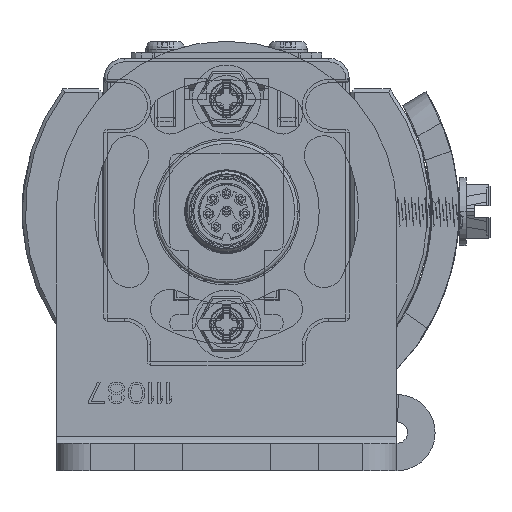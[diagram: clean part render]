
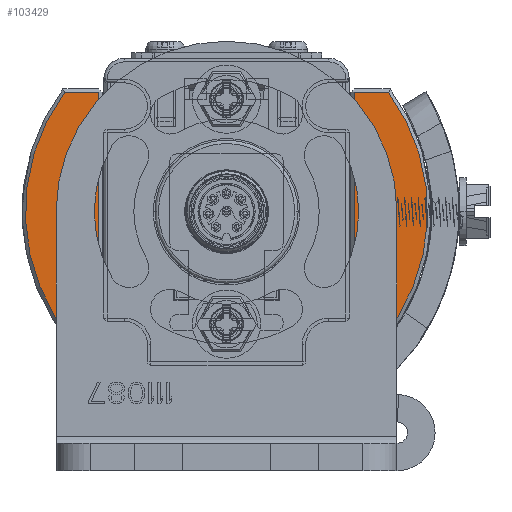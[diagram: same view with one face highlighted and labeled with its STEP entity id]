
A CAD part, front view. The second image highlights one B-rep face of the part: STEP entity #103429.
In plain terms, the highlighted face is planar.
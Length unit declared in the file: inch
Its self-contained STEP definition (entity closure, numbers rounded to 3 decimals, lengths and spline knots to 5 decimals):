
#102414=DIRECTION('',(1.,0.,0.));
#102415=VECTOR('',#102414,37.);
#102416=CARTESIAN_POINT('',(-19.5,-18.75,-10.));
#102417=LINE('',#102416,#102415);
#102434=DIRECTION('',(0.,-1.,0.));
#102435=VECTOR('',#102434,4.99868);
#102436=CARTESIAN_POINT('',(17.5,-18.75,-10.));
#102437=LINE('',#102436,#102435);
#102452=CARTESIAN_POINT('',(0.,0.,-10.));
#102453=DIRECTION('',(0.,0.,-1.));
#102454=DIRECTION('',(0.593,-0.805,0.));
#102455=AXIS2_PLACEMENT_3D('',#102452,#102453,#102454);
#103075=CARTESIAN_POINT('',(-19.5,15.25,-10.));
#103076=DIRECTION('',(0.,0.,1.));
#103077=DIRECTION('',(0.,1.,0.));
#103078=AXIS2_PLACEMENT_3D('',#103075,#103076,#103077);
#103080=DIRECTION('',(-1.,0.,0.));
#103081=VECTOR('',#103080,37.);
#103082=CARTESIAN_POINT('',(17.5,18.75,-10.));
#103083=LINE('',#103082,#103081);
#103096=DIRECTION('',(0.,-1.,0.));
#103097=VECTOR('',#103096,4.99868);
#103098=CARTESIAN_POINT('',(17.5,23.74868,-10.));
#103099=LINE('',#103098,#103097);
#103113=DIRECTION('',(0.,-1.,0.));
#103114=VECTOR('',#103113,30.5);
#103115=CARTESIAN_POINT('',(-23.,15.25,-10.));
#103116=LINE('',#103115,#103114);
#103134=CARTESIAN_POINT('',(-19.5,-15.25,-10.));
#103135=DIRECTION('',(0.,0.,1.));
#103136=DIRECTION('',(-1.,0.,0.));
#103137=AXIS2_PLACEMENT_3D('',#103134,#103135,#103136);
#103234=CARTESIAN_POINT('',(17.5,-23.74868,-10.));
#103235=CARTESIAN_POINT('',(17.5,23.74868,-10.));
#103236=VERTEX_POINT('',#103234);
#103237=VERTEX_POINT('',#103235);
#103238=CARTESIAN_POINT('',(17.5,18.75,-10.));
#103239=VERTEX_POINT('',#103238);
#103242=CARTESIAN_POINT('',(17.5,-18.75,-10.));
#103243=VERTEX_POINT('',#103242);
#103390=CARTESIAN_POINT('',(-19.5,18.75,-10.));
#103391=VERTEX_POINT('',#103390);
#103396=CARTESIAN_POINT('',(-23.,15.25,-10.));
#103397=VERTEX_POINT('',#103396);
#103398=CARTESIAN_POINT('',(-23.,-15.25,-10.));
#103399=VERTEX_POINT('',#103398);
#103404=CARTESIAN_POINT('',(-19.5,-18.75,-10.));
#103405=VERTEX_POINT('',#103404);
#103406=CARTESIAN_POINT('',(0.,0.,-10.));
#103407=DIRECTION('',(0.,0.,1.));
#103408=DIRECTION('',(1.,0.,0.));
#103409=AXIS2_PLACEMENT_3D('',#103406,#103407,#103408);
#103410=PLANE('',#103409);
#103412=ORIENTED_EDGE('',*,*,#103411,.F.);
#103414=ORIENTED_EDGE('',*,*,#103413,.F.);
#103416=ORIENTED_EDGE('',*,*,#103415,.F.);
#103418=ORIENTED_EDGE('',*,*,#103417,.F.);
#103420=ORIENTED_EDGE('',*,*,#103419,.F.);
#103422=ORIENTED_EDGE('',*,*,#103421,.F.);
#103424=ORIENTED_EDGE('',*,*,#103423,.F.);
#103426=ORIENTED_EDGE('',*,*,#103425,.F.);
#103427=EDGE_LOOP('',(#103412,#103414,#103416,#103418,#103420,#103422,#103424,
#103426));
#103428=FACE_OUTER_BOUND('',#103427,.F.);
#103429=ADVANCED_FACE('',(#103428),#103410,.F.);
#102456=CIRCLE('',#102455,29.5);
#103079=CIRCLE('',#103078,3.5);
#103138=CIRCLE('',#103137,3.5);
#103411=EDGE_CURVE('',#103405,#103243,#102417,.T.);
#103413=EDGE_CURVE('',#103399,#103405,#103138,.T.);
#103415=EDGE_CURVE('',#103397,#103399,#103116,.T.);
#103417=EDGE_CURVE('',#103391,#103397,#103079,.T.);
#103419=EDGE_CURVE('',#103239,#103391,#103083,.T.);
#103421=EDGE_CURVE('',#103237,#103239,#103099,.T.);
#103423=EDGE_CURVE('',#103236,#103237,#102456,.T.);
#103425=EDGE_CURVE('',#103243,#103236,#102437,.T.);
